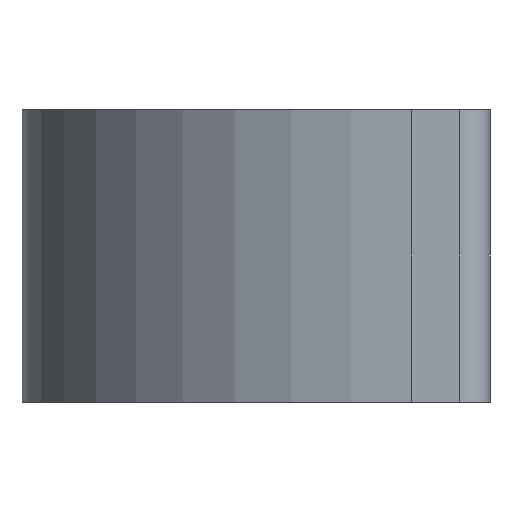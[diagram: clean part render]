
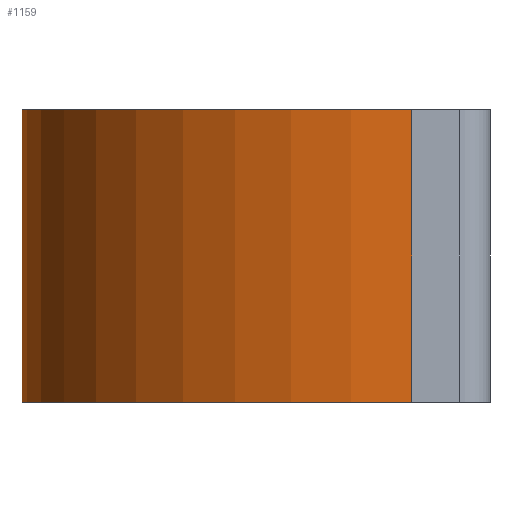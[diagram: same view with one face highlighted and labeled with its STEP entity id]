
A CAD part, left-side view. The second image highlights one B-rep face of the part: STEP entity #1159.
In plain terms, the highlighted cylindrical face has radius 33.3 mm (diameter 66.6 mm), a partial arc.
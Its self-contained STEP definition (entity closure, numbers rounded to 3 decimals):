
#1118=CARTESIAN_POINT('',(13.3,-13.3,0.0));
#1119=DIRECTION('',(0.0,0.0,1.0));
#1120=DIRECTION('',(0.0,1.0,0.0));
#1121=AXIS2_PLACEMENT_3D('',#1118,#1119,#1120);
#1122=CYLINDRICAL_SURFACE('',#1121,33.3);
#1123=CARTESIAN_POINT('',(-20.,-13.3,25.0));
#1124=VERTEX_POINT('',#1123);
#1125=CARTESIAN_POINT('',(13.3,20.,25.0));
#1126=VERTEX_POINT('',#1125);
#1127=CARTESIAN_POINT('',(13.3,-13.3,25.0));
#1128=DIRECTION('',(0.0,0.0,-1.0));
#1129=DIRECTION('',(0.0,1.0,0.0));
#1130=AXIS2_PLACEMENT_3D('',#1127,#1128,#1129);
#1131=CIRCLE('',#1130,33.3);
#1132=EDGE_CURVE('',#1124,#1126,#1131,.T.);
#1133=ORIENTED_EDGE('',*,*,#1132,.T.);
#1134=CARTESIAN_POINT('',(13.3,20.,0.0));
#1135=VERTEX_POINT('',#1134);
#1136=CARTESIAN_POINT('',(13.3,20.,0.0));
#1137=DIRECTION('',(0.0,0.0,1.0));
#1138=VECTOR('',#1137,25.0);
#1139=LINE('',#1136,#1138);
#1140=EDGE_CURVE('',#1135,#1126,#1139,.T.);
#1141=ORIENTED_EDGE('',*,*,#1140,.F.);
#1142=CARTESIAN_POINT('',(-20.,-13.3,0.0));
#1143=VERTEX_POINT('',#1142);
#1144=CARTESIAN_POINT('',(13.3,-13.3,0.0));
#1145=DIRECTION('',(0.0,0.0,-1.0));
#1146=DIRECTION('',(0.0,1.0,0.0));
#1147=AXIS2_PLACEMENT_3D('',#1144,#1145,#1146);
#1148=CIRCLE('',#1147,33.3);
#1149=EDGE_CURVE('',#1143,#1135,#1148,.T.);
#1150=ORIENTED_EDGE('',*,*,#1149,.F.);
#1151=CARTESIAN_POINT('',(-20.,-13.3,0.0));
#1152=DIRECTION('',(0.0,0.0,1.0));
#1153=VECTOR('',#1152,25.0);
#1154=LINE('',#1151,#1153);
#1155=EDGE_CURVE('',#1143,#1124,#1154,.T.);
#1156=ORIENTED_EDGE('',*,*,#1155,.T.);
#1157=EDGE_LOOP('',(#1133,#1141,#1150,#1156));
#1158=FACE_OUTER_BOUND('',#1157,.T.);
#1159=ADVANCED_FACE('',(#1158),#1122,.T.);
